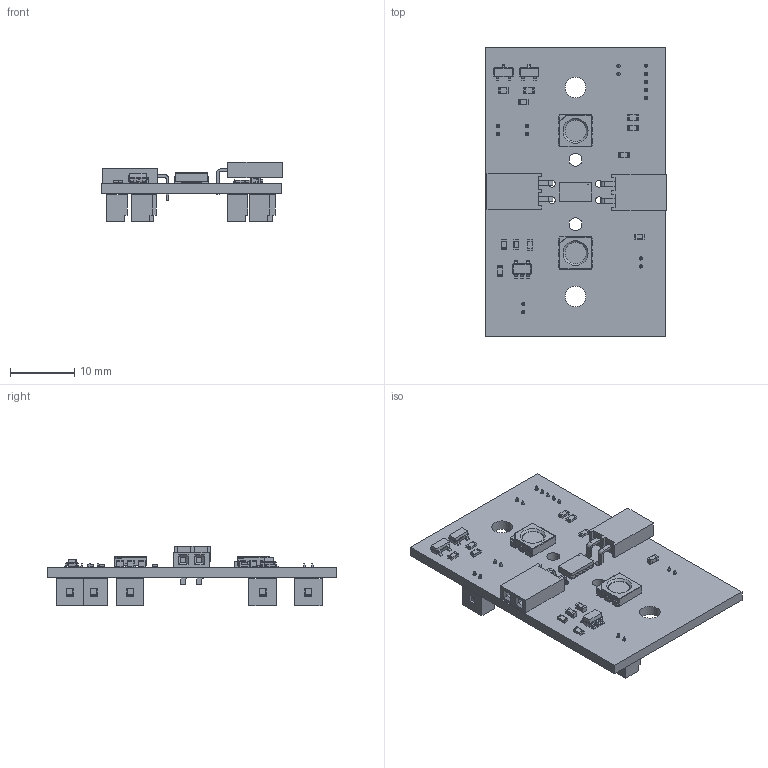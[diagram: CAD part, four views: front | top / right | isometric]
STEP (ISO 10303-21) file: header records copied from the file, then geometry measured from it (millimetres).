
FILE_DESCRIPTION(('KiCad electronic assembly'),'2;1');
FILE_NAME('NosepokeV1.0.step','2024-08-17T20:09:31',('Pcbnew'),('Kicad') ,'Open CASCADE STEP processor 7.8','KiCad to STEP converter','Unknown' );
FILE_SCHEMA(('AUTOMOTIVE_DESIGN { 1 0 10303 214 1 1 1 1 }'));
Length unit declared in the file: millimetre
Products named in the file (20): NosepokeV1.0 1; C_0603_1608Metric; SOT-23; SOT_23; R_0603_1608Metric; SSW-102-02-T-S-RA; ssw-102-02-t-s-ra; LED_RGB_5050-6; LED_RGB_5050_6; VL6180X_STM; part; SOT-23-5; SOT_23_5; 530470210; 530470210wbm000_01; 530470510; 530470510wbm000_01; _autosave-NosepokeV1.0_PCB
Assembly tree (35 placements, depth 3):
  NosepokeV1.0 1
    C_0603_1608Metric  x3
      C_0603_1608Metric
    SOT-23  x2
      SOT_23
    R_0603_1608Metric  x8
      R_0603_1608Metric
    SSW-102-02-T-S-RA  x2
      ssw-102-02-t-s-ra
    LED_RGB_5050-6  x2
      LED_RGB_5050_6
    VL6180X_STM
      part
    SOT-23-5
      SOT_23_5
    530470210  x5
      530470210wbm000_01
    530470510
      530470510wbm000_01
    _autosave-NosepokeV1.0_PCB
Bounding box: 28.14 x 45 x 9.21 mm (x, y, z)
Volume: 2499.2 mm3; surface area: 4521.3 mm2
Topology: 39 solids, 39 shells, 1513 faces, 3931 edges, 2518 vertices
Faces by surface type: plane 1144, cylinder 284, bspline 83, cone 2
Full cylindrical faces by diameter (mm): 0.145 x1, 0.5 x15, 1.04 x4, 2 x2, 3.2 x2, 3.333 x2
Entity records: 25833 total; most frequent: CARTESIAN_POINT 4080, ORIENTED_EDGE 3756, DIRECTION 3503, EDGE_CURVE 1878, LINE 1557, VECTOR 1557, VERTEX_POINT 1196, AXIS2_PLACEMENT_3D 973
